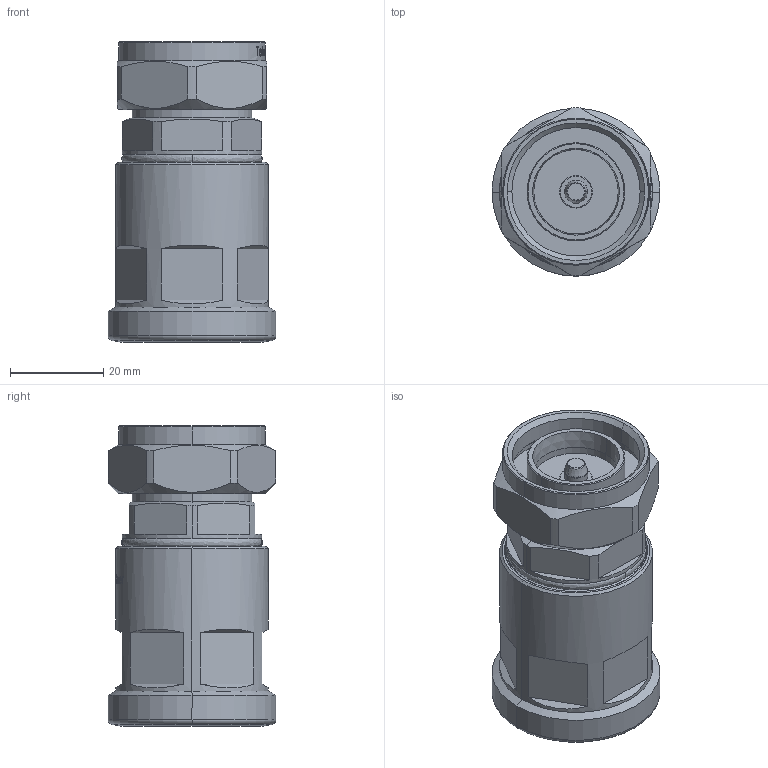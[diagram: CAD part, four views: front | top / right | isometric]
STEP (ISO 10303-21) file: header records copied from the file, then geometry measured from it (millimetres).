
FILE_DESCRIPTION (( 'STEP AP214' ), '1' );
FILE_NAME ('J01120A0104.STEP', '2018-11-19T14:24:42', ( '' ), ( '' ), 'SwSTEP 2.0', 'SolidWorks 2017', '' );
FILE_SCHEMA (( 'AUTOMOTIVE_DESIGN' ));
Length unit declared in the file: millimetre
Products named in the file (1): J01120A0104
Bounding box: 36 x 36 x 64.35 mm (x, y, z)
Volume: 41609.2 mm3; surface area: 13742.3 mm2
Topology: 3 solids, 3 shells, 464 faces, 1170 edges, 760 vertices
Faces by surface type: plane 171, bspline 169, cylinder 74, cone 34, torus 16
Entity records: 29930 total; most frequent: CARTESIAN_POINT 14906, ORIENTED_EDGE 2340, DIRECTION 1551, EDGE_CURVE 1170, VERTEX_POINT 760, AXIS2_PLACEMENT_3D 564, EDGE_LOOP 516, UNCERTAINTY_MEASURE_WITH_UNIT 465
